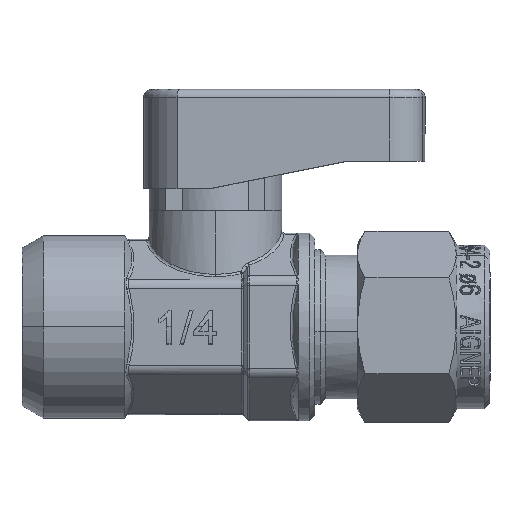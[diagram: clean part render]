
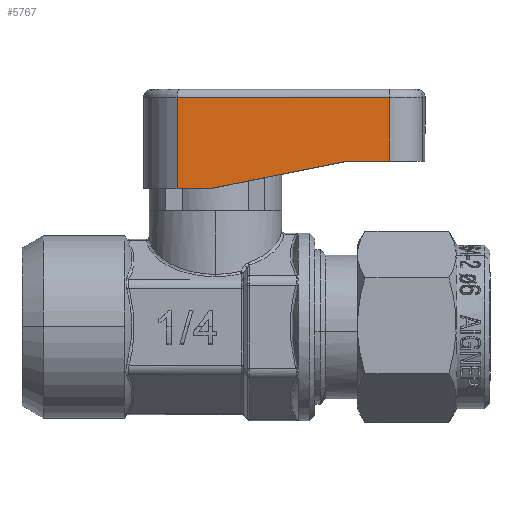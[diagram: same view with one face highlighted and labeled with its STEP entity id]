
A CAD part, top view. The second image highlights one B-rep face of the part: STEP entity #5767.
In plain terms, the highlighted planar face has unit normal (0, 0, 1).
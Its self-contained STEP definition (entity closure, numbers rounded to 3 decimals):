
#943 = VERTEX_POINT ( 'NONE', #35116 ) ;
#944 = VERTEX_POINT ( 'NONE', #35118 ) ;
#945 = VERTEX_POINT ( 'NONE', #35120 ) ;
#946 = VERTEX_POINT ( 'NONE', #35122 ) ;
#947 = VERTEX_POINT ( 'NONE', #35124 ) ;
#948 = VERTEX_POINT ( 'NONE', #35126 ) ;
#3227 = EDGE_CURVE ( 'NONE', #944, #943, #30169, .T. ) ;
#3229 = EDGE_CURVE ( 'NONE', #943, #945, #30172, .T. ) ;
#3230 = EDGE_CURVE ( 'NONE', #946, #945, #30173, .T. ) ;
#3231 = EDGE_CURVE ( 'NONE', #946, #947, #30170, .T. ) ;
#3232 = EDGE_CURVE ( 'NONE', #947, #948, #30177, .T. ) ;
#3233 = EDGE_CURVE ( 'NONE', #948, #944, #30179, .T. ) ;
#5767 = ADVANCED_FACE ( 'NONE', ( #20012 ), #34497, .T. ) ;
#6558 = ORIENTED_EDGE ( 'NONE', *, *, #3227, .T. ) ;
#6559 = ORIENTED_EDGE ( 'NONE', *, *, #3229, .T. ) ;
#6560 = ORIENTED_EDGE ( 'NONE', *, *, #3230, .F. ) ;
#6561 = ORIENTED_EDGE ( 'NONE', *, *, #3231, .T. ) ;
#6562 = ORIENTED_EDGE ( 'NONE', *, *, #3232, .T. ) ;
#6563 = ORIENTED_EDGE ( 'NONE', *, *, #3233, .T. ) ;
#18723 = EDGE_LOOP ( 'NONE', ( #6558, #6559, #6560, #6561, #6562, #6563 ) ) ;
#20012 = FACE_OUTER_BOUND ( 'NONE', #18723, .T. ) ;
#28723 = CARTESIAN_POINT ( 'NONE',  ( 20.984, 12.5, 5.5 ) ) ;
#28724 = DIRECTION ( 'NONE',  ( 0., 1., 0. ) ) ;
#28728 = DIRECTION ( 'NONE',  ( -1., 0., 0. ) ) ;
#28732 = CARTESIAN_POINT ( 'NONE',  ( 1.716, 20.75, 5.5 ) ) ;
#28733 = CARTESIAN_POINT ( 'NONE',  ( 1.716, 12.5, 5.5 ) ) ;
#28737 = CARTESIAN_POINT ( 'NONE',  ( 1.716, 12.5, 5.5 ) ) ;
#28738 = DIRECTION ( 'NONE',  ( 0., 1., 0. ) ) ;
#28739 = DIRECTION ( 'NONE',  ( 1., 0., 0. ) ) ;
#28740 = CARTESIAN_POINT ( 'NONE',  ( 17.18, 15., 5.5 ) ) ;
#28741 = DIRECTION ( 'NONE',  ( 0.981, 0.196, 0. ) ) ;
#28742 = CARTESIAN_POINT ( 'NONE',  ( 24.18, 15., 5.5 ) ) ;
#28743 = DIRECTION ( 'NONE',  ( 1., 0., 0. ) ) ;
#30169 = LINE ( 'NONE', #28723, #30171 ) ;
#30170 = LINE ( 'NONE', #28733, #30178 ) ;
#30171 = VECTOR ( 'NONE', #28724, 1000. ) ;
#30172 = LINE ( 'NONE', #28732, #30174 ) ;
#30173 = LINE ( 'NONE', #28737, #30176 ) ;
#30174 = VECTOR ( 'NONE', #28728, 1000. ) ;
#30176 = VECTOR ( 'NONE', #28738, 1000. ) ;
#30177 = LINE ( 'NONE', #28740, #30180 ) ;
#30178 = VECTOR ( 'NONE', #28739, 1000. ) ;
#30179 = LINE ( 'NONE', #28742, #30182 ) ;
#30180 = VECTOR ( 'NONE', #28741, 1000. ) ;
#30182 = VECTOR ( 'NONE', #28743, 1000. ) ;
#34493 = CARTESIAN_POINT ( 'NONE',  ( 1.716, 12.5, 5.5 ) ) ;
#34497 = PLANE ( 'NONE',  #35715 ) ;
#34501 = DIRECTION ( 'NONE',  ( 0., 0., 1. ) ) ;
#34503 = DIRECTION ( 'NONE',  ( 1., 0., 0. ) ) ;
#35116 = CARTESIAN_POINT ( 'NONE',  ( 20.984, 20.75, 5.5 ) ) ;
#35118 = CARTESIAN_POINT ( 'NONE',  ( 20.984, 15., 5.5 ) ) ;
#35120 = CARTESIAN_POINT ( 'NONE',  ( 1.716, 20.75, 5.5 ) ) ;
#35122 = CARTESIAN_POINT ( 'NONE',  ( 1.716, 12.5, 5.5 ) ) ;
#35124 = CARTESIAN_POINT ( 'NONE',  ( 4.68, 12.5, 5.5 ) ) ;
#35126 = CARTESIAN_POINT ( 'NONE',  ( 17.18, 15., 5.5 ) ) ;
#35715 = AXIS2_PLACEMENT_3D ( 'NONE', #34493, #34501, #34503 ) ;
